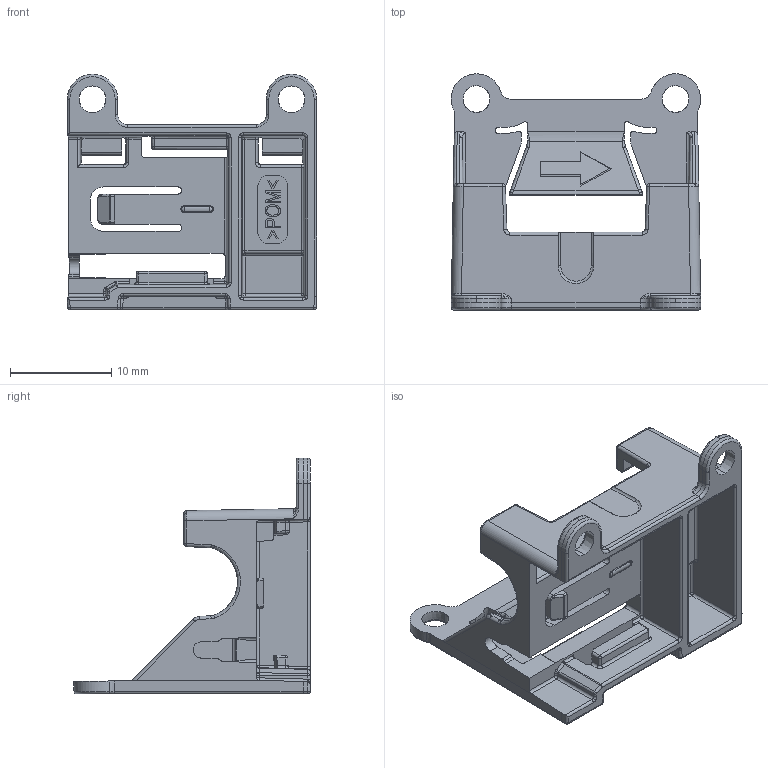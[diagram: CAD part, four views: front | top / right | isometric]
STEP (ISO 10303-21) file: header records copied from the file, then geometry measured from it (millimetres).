
FILE_DESCRIPTION (( 'STEP AP214' ), '1' );
FILE_NAME ('146859-01_Klammer Beverin.step', '2020-07-30T14:04:47', ( '' ), ( '' ), 'SwSTEP 2.0', 'SolidWorks 2019', '' );
FILE_SCHEMA (( 'AUTOMOTIVE_DESIGN' ));
Length unit declared in the file: millimetre
Products named in the file (1): 146859-01_Klammer Beverin
Bounding box: 24.7 x 23.4 x 23.35 mm (x, y, z)
Volume: 1766.8 mm3; surface area: 3154 mm2
Topology: 1 solids, 1 shells, 770 faces, 1948 edges, 1138 vertices
Faces by surface type: cylinder 268, plane 213, bspline 207, sphere 40, torus 22, cone 20
Entity records: 26188 total; most frequent: CARTESIAN_POINT 9938, ORIENTED_EDGE 3806, DIRECTION 2949, EDGE_CURVE 1903, VERTEX_POINT 1136, AXIS2_PLACEMENT_3D 1025, VECTOR 899, LINE 899
